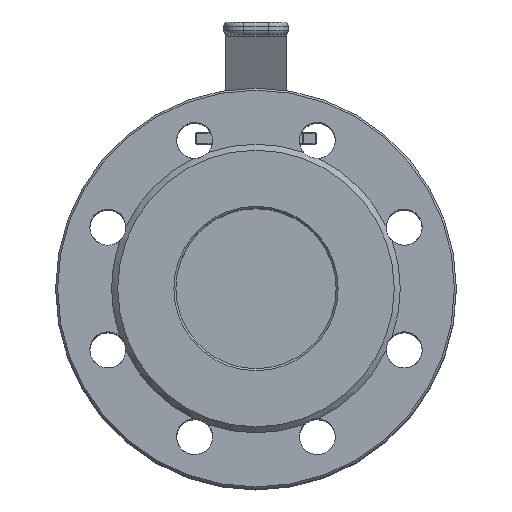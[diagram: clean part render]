
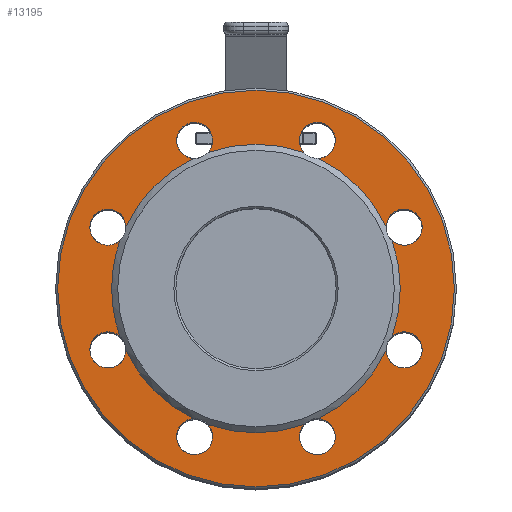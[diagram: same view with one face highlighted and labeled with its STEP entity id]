
A CAD part, top view. The second image highlights one B-rep face of the part: STEP entity #13195.
In plain terms, the highlighted face is planar.
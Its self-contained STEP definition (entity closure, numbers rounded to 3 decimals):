
#449=FACE_BOUND('',#4275,.T.);
#718=PLANE('',#14673);
#3445=FACE_OUTER_BOUND('',#4274,.T.);
#4274=EDGE_LOOP('',(#11252));
#4275=EDGE_LOOP('',(#11253,#11254,#11255,#11256,#11257,#11258,#11259,#11260,
#11261,#11262,#11263,#11264,#11265,#11266,#11267,#11268,#11269,#11270,#11271,
#11272,#11273,#11274,#11275));
#4985=CIRCLE('',#14669,99.);
#4988=CIRCLE('',#14674,72.);
#4989=CIRCLE('',#14675,9.);
#4990=CIRCLE('',#14676,72.);
#4991=CIRCLE('',#14677,9.);
#4992=CIRCLE('',#14678,72.);
#4993=CIRCLE('',#14679,9.);
#4994=CIRCLE('',#14680,9.);
#4995=CIRCLE('',#14681,72.);
#4996=CIRCLE('',#14682,9.);
#4997=CIRCLE('',#14683,9.);
#4998=CIRCLE('',#14684,72.);
#4999=CIRCLE('',#14685,9.);
#5000=CIRCLE('',#14686,9.);
#5001=CIRCLE('',#14687,72.);
#5002=CIRCLE('',#14688,72.);
#5003=CIRCLE('',#14689,9.);
#5004=CIRCLE('',#14690,9.);
#5005=CIRCLE('',#14691,72.);
#5006=CIRCLE('',#14692,9.);
#5007=CIRCLE('',#14693,9.);
#5008=CIRCLE('',#14694,72.);
#5009=CIRCLE('',#14695,9.);
#5010=CIRCLE('',#14696,9.);
#6071=VERTEX_POINT('',#25953);
#6074=VERTEX_POINT('',#25963);
#6075=VERTEX_POINT('',#25964);
#6076=VERTEX_POINT('',#25966);
#6077=VERTEX_POINT('',#25968);
#6078=VERTEX_POINT('',#25970);
#6079=VERTEX_POINT('',#25972);
#6080=VERTEX_POINT('',#25974);
#6081=VERTEX_POINT('',#25976);
#6082=VERTEX_POINT('',#25978);
#6083=VERTEX_POINT('',#25980);
#6084=VERTEX_POINT('',#25982);
#6085=VERTEX_POINT('',#25984);
#6086=VERTEX_POINT('',#25986);
#6087=VERTEX_POINT('',#25988);
#6088=VERTEX_POINT('',#25990);
#6089=VERTEX_POINT('',#25992);
#6090=VERTEX_POINT('',#25994);
#6091=VERTEX_POINT('',#25996);
#6092=VERTEX_POINT('',#25998);
#6093=VERTEX_POINT('',#26000);
#6094=VERTEX_POINT('',#26002);
#6095=VERTEX_POINT('',#26004);
#6096=VERTEX_POINT('',#26006);
#7821=EDGE_CURVE('',#6071,#6071,#4985,.T.);
#7825=EDGE_CURVE('',#6074,#6075,#4988,.T.);
#7826=EDGE_CURVE('',#6076,#6074,#4989,.T.);
#7827=EDGE_CURVE('',#6077,#6076,#4990,.T.);
#7828=EDGE_CURVE('',#6078,#6077,#4991,.T.);
#7829=EDGE_CURVE('',#6079,#6078,#4992,.T.);
#7830=EDGE_CURVE('',#6080,#6079,#4993,.T.);
#7831=EDGE_CURVE('',#6081,#6080,#4994,.T.);
#7832=EDGE_CURVE('',#6082,#6081,#4995,.T.);
#7833=EDGE_CURVE('',#6083,#6082,#4996,.T.);
#7834=EDGE_CURVE('',#6084,#6083,#4997,.T.);
#7835=EDGE_CURVE('',#6085,#6084,#4998,.T.);
#7836=EDGE_CURVE('',#6086,#6085,#4999,.T.);
#7837=EDGE_CURVE('',#6087,#6086,#5000,.T.);
#7838=EDGE_CURVE('',#6088,#6087,#5001,.T.);
#7839=EDGE_CURVE('',#6089,#6088,#5002,.T.);
#7840=EDGE_CURVE('',#6090,#6089,#5003,.T.);
#7841=EDGE_CURVE('',#6091,#6090,#5004,.T.);
#7842=EDGE_CURVE('',#6092,#6091,#5005,.T.);
#7843=EDGE_CURVE('',#6093,#6092,#5006,.T.);
#7844=EDGE_CURVE('',#6094,#6093,#5007,.T.);
#7845=EDGE_CURVE('',#6095,#6094,#5008,.T.);
#7846=EDGE_CURVE('',#6096,#6095,#5009,.T.);
#7847=EDGE_CURVE('',#6075,#6096,#5010,.T.);
#11252=ORIENTED_EDGE('',*,*,#7821,.F.);
#11253=ORIENTED_EDGE('',*,*,#7825,.F.);
#11254=ORIENTED_EDGE('',*,*,#7826,.F.);
#11255=ORIENTED_EDGE('',*,*,#7827,.F.);
#11256=ORIENTED_EDGE('',*,*,#7828,.F.);
#11257=ORIENTED_EDGE('',*,*,#7829,.F.);
#11258=ORIENTED_EDGE('',*,*,#7830,.F.);
#11259=ORIENTED_EDGE('',*,*,#7831,.F.);
#11260=ORIENTED_EDGE('',*,*,#7832,.F.);
#11261=ORIENTED_EDGE('',*,*,#7833,.F.);
#11262=ORIENTED_EDGE('',*,*,#7834,.F.);
#11263=ORIENTED_EDGE('',*,*,#7835,.F.);
#11264=ORIENTED_EDGE('',*,*,#7836,.F.);
#11265=ORIENTED_EDGE('',*,*,#7837,.F.);
#11266=ORIENTED_EDGE('',*,*,#7838,.F.);
#11267=ORIENTED_EDGE('',*,*,#7839,.F.);
#11268=ORIENTED_EDGE('',*,*,#7840,.F.);
#11269=ORIENTED_EDGE('',*,*,#7841,.F.);
#11270=ORIENTED_EDGE('',*,*,#7842,.F.);
#11271=ORIENTED_EDGE('',*,*,#7843,.F.);
#11272=ORIENTED_EDGE('',*,*,#7844,.F.);
#11273=ORIENTED_EDGE('',*,*,#7845,.F.);
#11274=ORIENTED_EDGE('',*,*,#7846,.F.);
#11275=ORIENTED_EDGE('',*,*,#7847,.F.);
#13195=ADVANCED_FACE('',(#3445,#449),#718,.F.);
#14669=AXIS2_PLACEMENT_3D('',#25955,#17961,#17962);
#14673=AXIS2_PLACEMENT_3D('',#25962,#17970,#17971);
#14674=AXIS2_PLACEMENT_3D('',#25965,#17972,#17973);
#14675=AXIS2_PLACEMENT_3D('',#25967,#17974,#17975);
#14676=AXIS2_PLACEMENT_3D('',#25969,#17976,#17977);
#14677=AXIS2_PLACEMENT_3D('',#25971,#17978,#17979);
#14678=AXIS2_PLACEMENT_3D('',#25973,#17980,#17981);
#14679=AXIS2_PLACEMENT_3D('',#25975,#17982,#17983);
#14680=AXIS2_PLACEMENT_3D('',#25977,#17984,#17985);
#14681=AXIS2_PLACEMENT_3D('',#25979,#17986,#17987);
#14682=AXIS2_PLACEMENT_3D('',#25981,#17988,#17989);
#14683=AXIS2_PLACEMENT_3D('',#25983,#17990,#17991);
#14684=AXIS2_PLACEMENT_3D('',#25985,#17992,#17993);
#14685=AXIS2_PLACEMENT_3D('',#25987,#17994,#17995);
#14686=AXIS2_PLACEMENT_3D('',#25989,#17996,#17997);
#14687=AXIS2_PLACEMENT_3D('',#25991,#17998,#17999);
#14688=AXIS2_PLACEMENT_3D('',#25993,#18000,#18001);
#14689=AXIS2_PLACEMENT_3D('',#25995,#18002,#18003);
#14690=AXIS2_PLACEMENT_3D('',#25997,#18004,#18005);
#14691=AXIS2_PLACEMENT_3D('',#25999,#18006,#18007);
#14692=AXIS2_PLACEMENT_3D('',#26001,#18008,#18009);
#14693=AXIS2_PLACEMENT_3D('',#26003,#18010,#18011);
#14694=AXIS2_PLACEMENT_3D('',#26005,#18012,#18013);
#14695=AXIS2_PLACEMENT_3D('',#26007,#18014,#18015);
#14696=AXIS2_PLACEMENT_3D('',#26008,#18016,#18017);
#17961=DIRECTION('center_axis',(0.,0.,1.));
#17962=DIRECTION('ref_axis',(-1.,0.,0.));
#17970=DIRECTION('center_axis',(0.,0.,1.));
#17971=DIRECTION('ref_axis',(1.,0.,0.));
#17972=DIRECTION('center_axis',(0.,0.,-1.));
#17973=DIRECTION('ref_axis',(-1.,0.,0.));
#17974=DIRECTION('center_axis',(0.,0.,-1.));
#17975=DIRECTION('ref_axis',(-1.,0.,0.));
#17976=DIRECTION('center_axis',(0.,0.,-1.));
#17977=DIRECTION('ref_axis',(-1.,0.,0.));
#17978=DIRECTION('center_axis',(0.,0.,-1.));
#17979=DIRECTION('ref_axis',(-1.,0.,0.));
#17980=DIRECTION('center_axis',(0.,0.,-1.));
#17981=DIRECTION('ref_axis',(-1.,0.,0.));
#17982=DIRECTION('center_axis',(0.,0.,-1.));
#17983=DIRECTION('ref_axis',(-1.,0.,0.));
#17984=DIRECTION('center_axis',(0.,0.,-1.));
#17985=DIRECTION('ref_axis',(-1.,0.,0.));
#17986=DIRECTION('center_axis',(0.,0.,-1.));
#17987=DIRECTION('ref_axis',(-1.,0.,0.));
#17988=DIRECTION('center_axis',(0.,0.,-1.));
#17989=DIRECTION('ref_axis',(-1.,0.,0.));
#17990=DIRECTION('center_axis',(0.,0.,-1.));
#17991=DIRECTION('ref_axis',(-1.,0.,0.));
#17992=DIRECTION('center_axis',(0.,0.,-1.));
#17993=DIRECTION('ref_axis',(-1.,0.,0.));
#17994=DIRECTION('center_axis',(0.,0.,-1.));
#17995=DIRECTION('ref_axis',(-1.,0.,0.));
#17996=DIRECTION('center_axis',(0.,0.,-1.));
#17997=DIRECTION('ref_axis',(-1.,0.,0.));
#17998=DIRECTION('center_axis',(0.,0.,-1.));
#17999=DIRECTION('ref_axis',(-1.,0.,0.));
#18000=DIRECTION('center_axis',(0.,0.,-1.));
#18001=DIRECTION('ref_axis',(-1.,0.,0.));
#18002=DIRECTION('center_axis',(0.,0.,-1.));
#18003=DIRECTION('ref_axis',(-1.,0.,0.));
#18004=DIRECTION('center_axis',(0.,0.,-1.));
#18005=DIRECTION('ref_axis',(-1.,0.,0.));
#18006=DIRECTION('center_axis',(0.,0.,-1.));
#18007=DIRECTION('ref_axis',(-1.,0.,0.));
#18008=DIRECTION('center_axis',(0.,0.,-1.));
#18009=DIRECTION('ref_axis',(-1.,0.,0.));
#18010=DIRECTION('center_axis',(0.,0.,-1.));
#18011=DIRECTION('ref_axis',(-1.,0.,0.));
#18012=DIRECTION('center_axis',(0.,0.,-1.));
#18013=DIRECTION('ref_axis',(-1.,0.,0.));
#18014=DIRECTION('center_axis',(0.,0.,-1.));
#18015=DIRECTION('ref_axis',(-1.,0.,0.));
#18016=DIRECTION('center_axis',(0.,0.,-1.));
#18017=DIRECTION('ref_axis',(-1.,0.,0.));
#25953=CARTESIAN_POINT('',(99.,0.,0.));
#25955=CARTESIAN_POINT('Origin',(0.,0.,0.));
#25962=CARTESIAN_POINT('Origin',(0.,0.,0.));
#25963=CARTESIAN_POINT('',(-64.925,31.125,0.));
#25964=CARTESIAN_POINT('',(-31.125,64.925,0.));
#25965=CARTESIAN_POINT('Origin',(0.,0.,0.));
#25966=CARTESIAN_POINT('',(-67.917,23.9,0.));
#25967=CARTESIAN_POINT('Origin',(-73.91,30.615,0.));
#25968=CARTESIAN_POINT('',(-67.917,-23.9,0.));
#25969=CARTESIAN_POINT('Origin',(0.,0.,0.));
#25970=CARTESIAN_POINT('',(-64.925,-31.125,0.));
#25971=CARTESIAN_POINT('Origin',(-73.91,-30.615,0.));
#25972=CARTESIAN_POINT('',(-31.125,-64.925,0.));
#25973=CARTESIAN_POINT('Origin',(0.,0.,0.));
#25974=CARTESIAN_POINT('',(-21.615,-73.91,0.));
#25975=CARTESIAN_POINT('Origin',(-30.615,-73.91,0.));
#25976=CARTESIAN_POINT('',(-23.9,-67.917,0.));
#25977=CARTESIAN_POINT('Origin',(-30.615,-73.91,0.));
#25978=CARTESIAN_POINT('',(23.9,-67.917,0.));
#25979=CARTESIAN_POINT('Origin',(0.,0.,0.));
#25980=CARTESIAN_POINT('',(39.615,-73.91,0.));
#25981=CARTESIAN_POINT('Origin',(30.615,-73.91,0.));
#25982=CARTESIAN_POINT('',(31.125,-64.925,0.));
#25983=CARTESIAN_POINT('Origin',(30.615,-73.91,0.));
#25984=CARTESIAN_POINT('',(64.925,-31.125,0.));
#25985=CARTESIAN_POINT('Origin',(0.,0.,0.));
#25986=CARTESIAN_POINT('',(82.91,-30.615,0.));
#25987=CARTESIAN_POINT('Origin',(73.91,-30.615,0.));
#25988=CARTESIAN_POINT('',(67.917,-23.9,0.));
#25989=CARTESIAN_POINT('Origin',(73.91,-30.615,0.));
#25990=CARTESIAN_POINT('',(72.,0.,0.));
#25991=CARTESIAN_POINT('Origin',(0.,0.,0.));
#25992=CARTESIAN_POINT('',(67.917,23.9,0.));
#25993=CARTESIAN_POINT('Origin',(0.,0.,0.));
#25994=CARTESIAN_POINT('',(82.91,30.615,0.));
#25995=CARTESIAN_POINT('Origin',(73.91,30.615,0.));
#25996=CARTESIAN_POINT('',(64.925,31.125,0.));
#25997=CARTESIAN_POINT('Origin',(73.91,30.615,0.));
#25998=CARTESIAN_POINT('',(31.125,64.925,0.));
#25999=CARTESIAN_POINT('Origin',(0.,0.,0.));
#26000=CARTESIAN_POINT('',(39.615,73.91,0.));
#26001=CARTESIAN_POINT('Origin',(30.615,73.91,0.));
#26002=CARTESIAN_POINT('',(23.9,67.917,0.));
#26003=CARTESIAN_POINT('Origin',(30.615,73.91,0.));
#26004=CARTESIAN_POINT('',(-23.9,67.917,0.));
#26005=CARTESIAN_POINT('Origin',(0.,0.,0.));
#26006=CARTESIAN_POINT('',(-21.615,73.91,0.));
#26007=CARTESIAN_POINT('Origin',(-30.615,73.91,0.));
#26008=CARTESIAN_POINT('Origin',(-30.615,73.91,0.));
